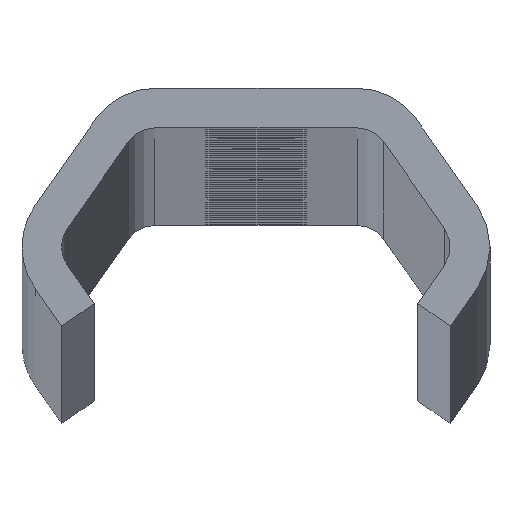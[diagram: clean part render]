
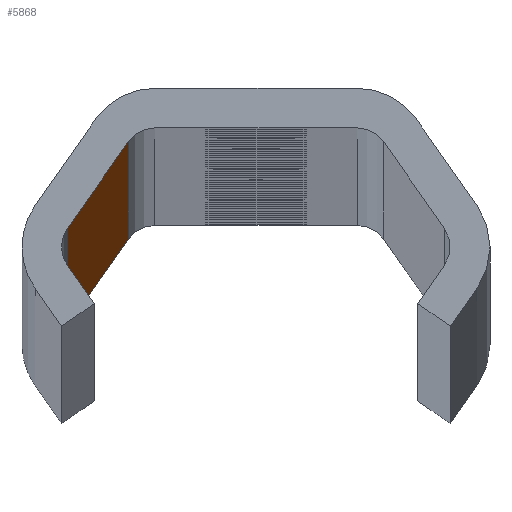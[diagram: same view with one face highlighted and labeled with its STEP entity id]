
A CAD part, top view. The second image highlights one B-rep face of the part: STEP entity #5868.
In plain terms, the highlighted planar face has unit normal (0.819, -0.574, 0).
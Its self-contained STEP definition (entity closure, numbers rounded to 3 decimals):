
#69 = DIRECTION ( 'NONE',  ( 0., 0., -1. ) ) ;
#110 = CARTESIAN_POINT ( 'NONE',  ( -8.052, 6.635, 1760. ) ) ;
#654 = EDGE_CURVE ( 'NONE', #6419, #3124, #5913, .T. ) ;
#772 = VERTEX_POINT ( 'NONE', #847 ) ;
#847 = CARTESIAN_POINT ( 'NONE',  ( -11.883, 1.163, -1760. ) ) ;
#888 = CARTESIAN_POINT ( 'NONE',  ( -11.883, 1.163, 1760. ) ) ;
#937 = ORIENTED_EDGE ( 'NONE', *, *, #1273, .T. ) ;
#984 = PLANE ( 'NONE',  #2412 ) ;
#1273 = EDGE_CURVE ( 'NONE', #772, #3124, #1604, .T. ) ;
#1447 = CARTESIAN_POINT ( 'NONE',  ( -8.052, 6.635, 1760. ) ) ;
#1604 = LINE ( 'NONE', #6848, #3845 ) ;
#1973 = CARTESIAN_POINT ( 'NONE',  ( -11.883, 1.163, 1760. ) ) ;
#2412 = AXIS2_PLACEMENT_3D ( 'NONE', #888, #2919, #3044 ) ;
#2821 = CARTESIAN_POINT ( 'NONE',  ( -11.883, 1.163, 1760. ) ) ;
#2857 = EDGE_CURVE ( 'NONE', #7151, #772, #7460, .T. ) ;
#2919 = DIRECTION ( 'NONE',  ( -0.819, 0.574, 0. ) ) ;
#2942 = DIRECTION ( 'NONE',  ( 0.574, 0.819, 0. ) ) ;
#3044 = DIRECTION ( 'NONE',  ( -0.574, -0.819, 0. ) ) ;
#3124 = VERTEX_POINT ( 'NONE', #5705 ) ;
#3491 = ORIENTED_EDGE ( 'NONE', *, *, #2857, .T. ) ;
#3593 = DIRECTION ( 'NONE',  ( 0.574, 0.819, 0. ) ) ;
#3789 = VECTOR ( 'NONE', #69, 1000. ) ;
#3845 = VECTOR ( 'NONE', #3593, 1000. ) ;
#3926 = CARTESIAN_POINT ( 'NONE',  ( -11.883, 1.163, 1760. ) ) ;
#4140 = DIRECTION ( 'NONE',  ( 0., 0., -1. ) ) ;
#4287 = EDGE_LOOP ( 'NONE', ( #937, #7548, #4310, #3491 ) ) ;
#4310 = ORIENTED_EDGE ( 'NONE', *, *, #6849, .F. ) ;
#5510 = LINE ( 'NONE', #3926, #6926 ) ;
#5705 = CARTESIAN_POINT ( 'NONE',  ( -8.052, 6.635, -1760. ) ) ;
#5868 = ADVANCED_FACE ( 'NONE', ( #7644 ), #984, .F. ) ;
#5913 = LINE ( 'NONE', #110, #3789 ) ;
#6419 = VERTEX_POINT ( 'NONE', #1447 ) ;
#6446 = VECTOR ( 'NONE', #4140, 1000. ) ;
#6848 = CARTESIAN_POINT ( 'NONE',  ( -11.883, 1.163, -1760. ) ) ;
#6849 = EDGE_CURVE ( 'NONE', #7151, #6419, #5510, .T. ) ;
#6926 = VECTOR ( 'NONE', #2942, 1000. ) ;
#7151 = VERTEX_POINT ( 'NONE', #1973 ) ;
#7460 = LINE ( 'NONE', #2821, #6446 ) ;
#7548 = ORIENTED_EDGE ( 'NONE', *, *, #654, .F. ) ;
#7644 = FACE_OUTER_BOUND ( 'NONE', #4287, .T. ) ;
